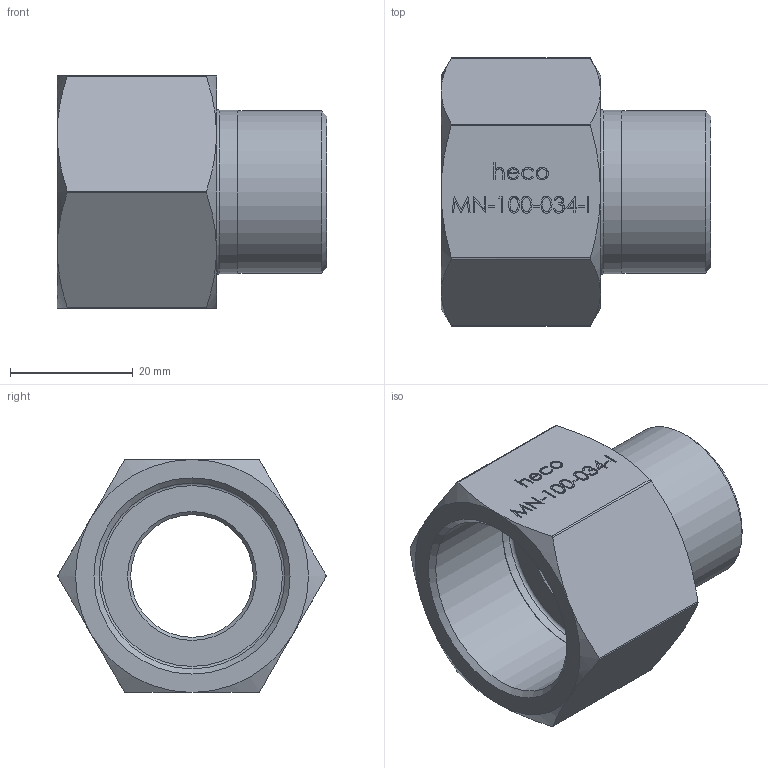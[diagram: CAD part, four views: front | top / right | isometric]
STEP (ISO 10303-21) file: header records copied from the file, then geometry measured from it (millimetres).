
FILE_DESCRIPTION (( 'STEP AP214' ), '1' );
FILE_NAME ('heco_MN-100-034-I.STEP', '2016-06-21T07:01:16', ( '' ), ( '' ), 'SwSTEP 2.0', 'SolidWorks 2011', '' );
FILE_SCHEMA (( 'AUTOMOTIVE_DESIGN' ));
Length unit declared in the file: millimetre
Products named in the file (1): heco_MN-100-034-I
Bounding box: 44 x 43.78 x 38 mm (x, y, z)
Volume: 20994.4 mm3; surface area: 9897.4 mm2
Topology: 1 solids, 1 shells, 213 faces, 539 edges, 354 vertices
Faces by surface type: plane 108, bspline 76, cone 16, cylinder 11, torus 2
Full cylindrical faces by diameter (mm): 20 x1, 26.441 x1, 26.641 x1, 30.291 x1, 30.491 x1
Entity records: 11335 total; most frequent: CARTESIAN_POINT 6300, ORIENTED_EDGE 1052, DIRECTION 642, EDGE_CURVE 526, VERTEX_POINT 352, LINE 310, VECTOR 310, EDGE_LOOP 252
